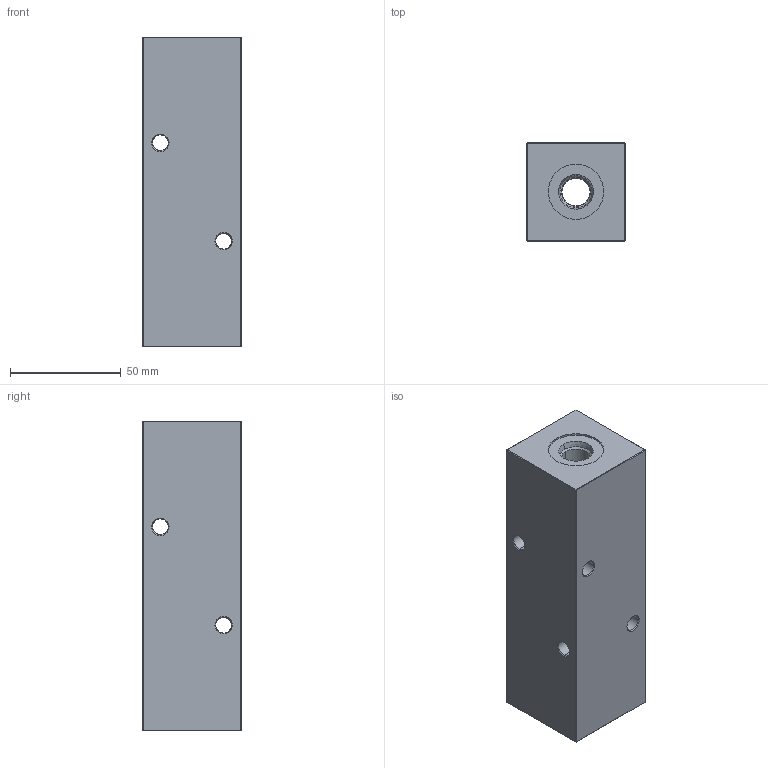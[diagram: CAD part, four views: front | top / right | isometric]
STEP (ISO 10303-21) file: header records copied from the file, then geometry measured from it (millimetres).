
FILE_DESCRIPTION (( 'STEP AP203' ), '1' );
FILE_NAME ('HM-3-90-S-6-6.STEP', '2020-11-09T21:17:26', ( '' ), ( '' ), 'SwSTEP 2.0', 'SolidWorks 2019', '' );
FILE_SCHEMA (( 'CONFIG_CONTROL_DESIGN' ));
Length unit declared in the file: inch
Products named in the file (1): HM-3-90-S-6-6
Bounding box: 44.45 x 44.45 x 139.7 mm (x, y, z)
Volume: 234649.1 mm3; surface area: 39988.6 mm2
Topology: 1 solids, 1 shells, 582 faces, 1507 edges, 970 vertices
Faces by surface type: plane 232, bspline 209, cylinder 71, cone 70
Entity records: 27788 total; most frequent: CARTESIAN_POINT 15034, ORIENTED_EDGE 3014, DIRECTION 1896, EDGE_CURVE 1507, VERTEX_POINT 970, LINE 824, VECTOR 824, EDGE_LOOP 651
